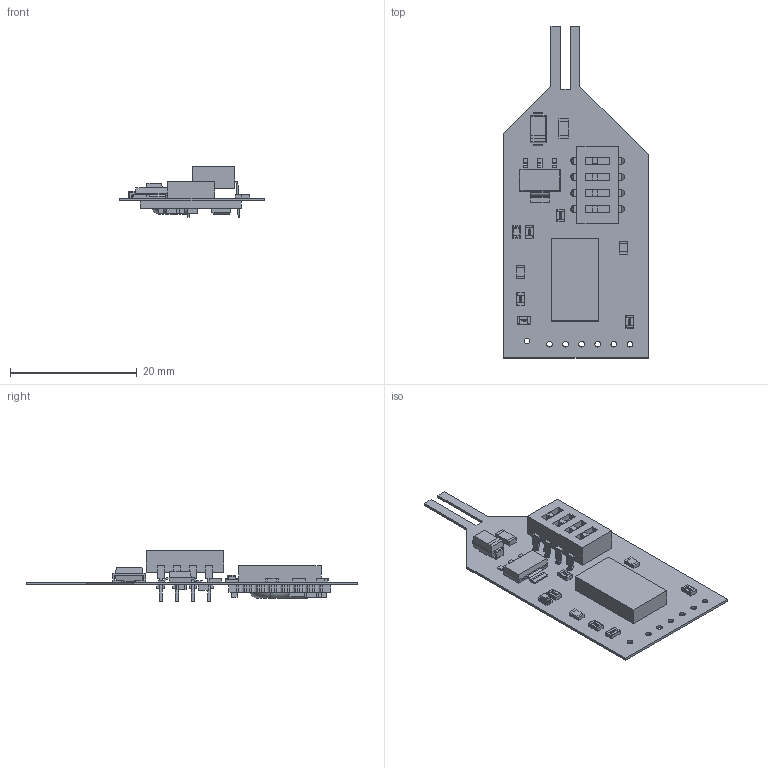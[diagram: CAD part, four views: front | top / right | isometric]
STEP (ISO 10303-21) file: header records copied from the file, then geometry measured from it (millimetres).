
FILE_DESCRIPTION(('Open CASCADE Model'),'2;1');
FILE_NAME('Open CASCADE Shape Model','2014-06-30T12:24:23',('Author'),( 'Open CASCADE'),'Open CASCADE STEP processor 6.2','Open CASCADE 6.2' ,'Unknown');
FILE_SCHEMA(('AUTOMOTIVE_DESIGN { 1 0 10303 214 1 1 1 1 }'));
Length unit declared in the file: millimetre
Products named in the file (49): PCB; Board; SW1; Switch_DIP_switch_4_TH; R11; 0805RES; R9; R8; R7; R5; U1; 424891088; Extruded; U5; Modul_RFM12; C1; 424890064; 424890192; C2; C4; 381389840; 381390096; 381390224; C5; 424890448; 424890704; C7; C8; 424890832; 424890960; R3; R4; R6; R12; U6; SOT-223-1; D2; led_0805r; D1; SMA
Assembly tree (65 placements, depth 4):
  PCB
    Board
    SW1
      Switch_DIP_switch_4_TH
    R11
      0805RES
    R9
      0805RES
    R8
      0805RES
    R7
      0805RES
    R5
      0805RES
    U1
      424891088
        Extruded
    U5
      Modul_RFM12
    C1
      424890064  x2
        Extruded
      424890192
        Extruded
    C2
      424890064  x2
        Extruded
      424890192
        Extruded
    C4
      381389840
        Extruded
      381390096
        Extruded
      381390224
        Extruded
    C5
      424890448
        Extruded
      424890704  x2
        Extruded
    C7
      381389840
        Extruded
      381390096
        Extruded
      381390224
        Extruded
    C8
      424890832
        Extruded
      424890960  x2
        Extruded
    R3
      0805RES
    R4
      0805RES
    R6
      0805RES
    R12
Bounding box: 22.82 x 52.44 x 8 mm (x, y, z)
Volume: 1320.3 mm3; surface area: 3723.6 mm2
Topology: 61 solids, 61 shells, 1602 faces, 4091 edges, 2706 vertices
Faces by surface type: plane 1109, bspline 405, cylinder 82, sphere 4, torus 2
Full cylindrical faces by diameter (mm): 0.9 x15
Entity records: 58991 total; most frequent: CARTESIAN_POINT 13988, DIRECTION 6942, LINE 4945, VECTOR 4945, ORIENTED_EDGE 3926, PCURVE 3926, DEFINITIONAL_REPRESENTATION 3926, EDGE_CURVE 1963
